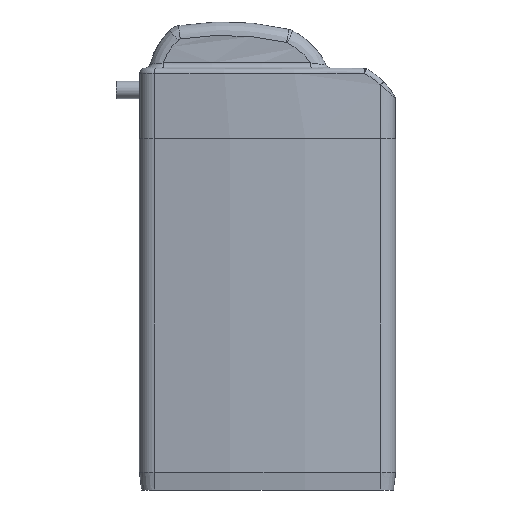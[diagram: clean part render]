
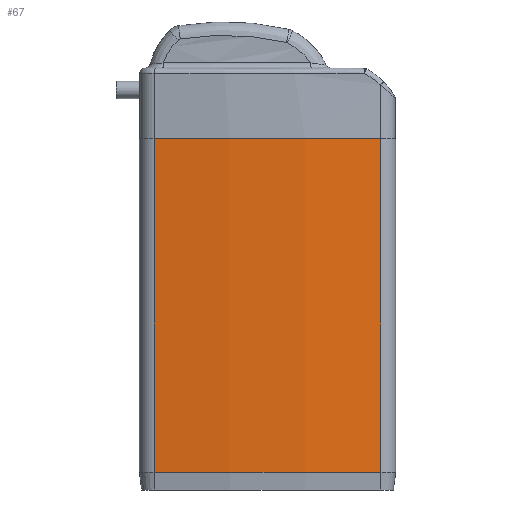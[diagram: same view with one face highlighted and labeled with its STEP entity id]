
A CAD part, front view. The second image highlights one B-rep face of the part: STEP entity #67.
In plain terms, the highlighted cylindrical face has radius 1267.67 mm (diameter 2535.34 mm), a partial arc.
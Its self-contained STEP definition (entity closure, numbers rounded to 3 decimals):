
#67=ADVANCED_FACE('',(#2990),#2992,.T.);
#2990=FACE_BOUND('',#2991,.T.);
#2991=EDGE_LOOP('',(#7071,#7072,#7073,#7074));
#2992=CYLINDRICAL_SURFACE('',#2993,1267.672);
#2993=AXIS2_PLACEMENT_3D('',#2994,#2995,#2996);
#2994=CARTESIAN_POINT('',(218.647,1267.672,0.));
#2995=DIRECTION('',(0.,0.,1.));
#2996=DIRECTION('',(-0.152,-0.988,0.));
#7071=ORIENTED_EDGE('',*,*,#8846,.F.);
#7072=ORIENTED_EDGE('',*,*,#8845,.F.);
#7073=ORIENTED_EDGE('',*,*,#8847,.F.);
#7074=ORIENTED_EDGE('',*,*,#8848,.T.);
#8845=EDGE_CURVE('',#9735,#9731,#9737,.T.);
#8846=EDGE_CURVE('',#9731,#9738,#9739,.T.);
#8847=EDGE_CURVE('',#9740,#9735,#9741,.T.);
#8848=EDGE_CURVE('',#9740,#9738,#9742,.T.);
#9731=VERTEX_POINT('',#11198);
#9735=VERTEX_POINT('',#11207);
#9737=LINE('',#11212,#11213);
#9738=VERTEX_POINT('',#11215);
#9739=CIRCLE('',#11216,1267.672);
#9740=VERTEX_POINT('',#11220);
#9741=CIRCLE('',#11221,1267.672);
#9742=LINE('',#11225,#11226);
#11198=CARTESIAN_POINT('',(411.867,14.812,-300.));
#11207=CARTESIAN_POINT('',(411.867,14.812,270.));
#11212=CARTESIAN_POINT('',(411.867,14.812,270.));
#11213=VECTOR('',#11214,1.);
#11214=DIRECTION('',(0.,0.,-1.));
#11215=CARTESIAN_POINT('',(25.427,14.812,-300.));
#11216=AXIS2_PLACEMENT_3D('',#11217,#11218,#11219);
#11217=CARTESIAN_POINT('',(218.647,1267.672,-300.));
#11218=DIRECTION('',(-0.,-0.,-1.));
#11219=DIRECTION('',(0.152,-0.988,0.));
#11220=CARTESIAN_POINT('',(25.427,14.812,270.));
#11221=AXIS2_PLACEMENT_3D('',#11222,#11223,#11224);
#11222=CARTESIAN_POINT('',(218.647,1267.672,270.));
#11223=DIRECTION('',(0.,0.,1.));
#11224=DIRECTION('',(-0.152,-0.988,0.));
#11225=CARTESIAN_POINT('',(25.427,14.812,270.));
#11226=VECTOR('',#11227,1.);
#11227=DIRECTION('',(0.,0.,-1.));
